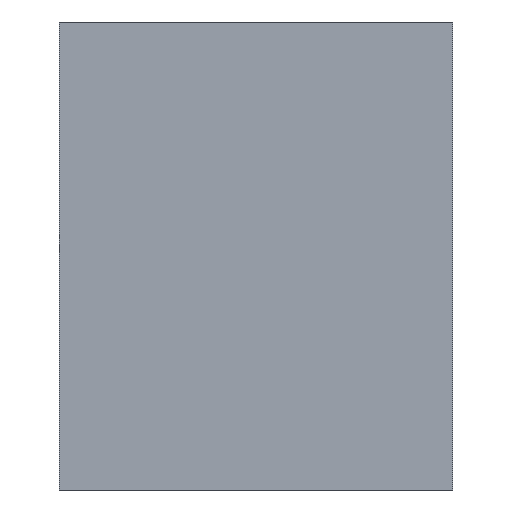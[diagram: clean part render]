
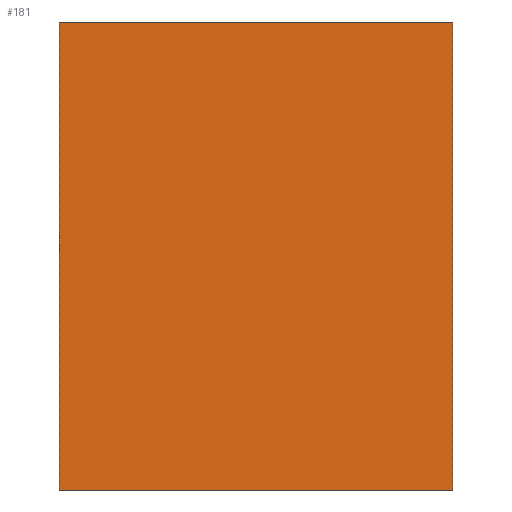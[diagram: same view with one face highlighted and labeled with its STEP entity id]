
A CAD part, left-side view. The second image highlights one B-rep face of the part: STEP entity #181.
In plain terms, the highlighted planar face has unit normal (-1, 0, 0).
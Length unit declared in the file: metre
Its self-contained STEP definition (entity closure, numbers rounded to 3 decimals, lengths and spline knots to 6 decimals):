
#28=ORIENTED_EDGE('',*,*,#73,.T.);
#29=ORIENTED_EDGE('',*,*,#74,.F.);
#30=ORIENTED_EDGE('',*,*,#65,.F.);
#31=ORIENTED_EDGE('',*,*,#72,.T.);
#65=EDGE_CURVE('',#89,#90,#105,.T.);
#72=EDGE_CURVE('',#89,#94,#112,.T.);
#73=EDGE_CURVE('',#94,#95,#113,.T.);
#74=EDGE_CURVE('',#90,#95,#114,.T.);
#89=VERTEX_POINT('',#269);
#90=VERTEX_POINT('',#271);
#94=VERTEX_POINT('',#283);
#95=VERTEX_POINT('',#287);
#105=LINE('',#270,#129);
#112=LINE('',#284,#136);
#113=LINE('',#286,#137);
#114=LINE('',#288,#138);
#129=VECTOR('',#220,1.);
#136=VECTOR('',#231,1.);
#137=VECTOR('',#234,1.);
#138=VECTOR('',#235,1.);
#151=EDGE_LOOP('',(#28,#29,#30,#31));
#161=FACE_BOUND('',#151,.T.);
#171=PLANE('',#204);
#181=ADVANCED_FACE('',(#161),#171,.F.);
#204=AXIS2_PLACEMENT_3D('',#285,#232,#233);
#220=DIRECTION('',(0.,-1.,0.));
#231=DIRECTION('',(0.,0.,-1.));
#232=DIRECTION('',(1.,0.,0.));
#233=DIRECTION('',(0.,1.,0.));
#234=DIRECTION('',(0.,-1.,0.));
#235=DIRECTION('',(0.,0.,-1.));
#269=CARTESIAN_POINT('',(-0.021644,0.0395,0.094));
#270=CARTESIAN_POINT('',(-0.021644,0.,0.094));
#271=CARTESIAN_POINT('',(-0.021644,-0.0395,0.094));
#283=CARTESIAN_POINT('',(-0.021644,0.0395,0.));
#284=CARTESIAN_POINT('',(-0.021644,0.0395,0.094));
#285=CARTESIAN_POINT('',(-0.021644,0.,0.094));
#286=CARTESIAN_POINT('',(-0.021644,0.,0.));
#287=CARTESIAN_POINT('',(-0.021644,-0.0395,0.));
#288=CARTESIAN_POINT('',(-0.021644,-0.0395,0.094));
